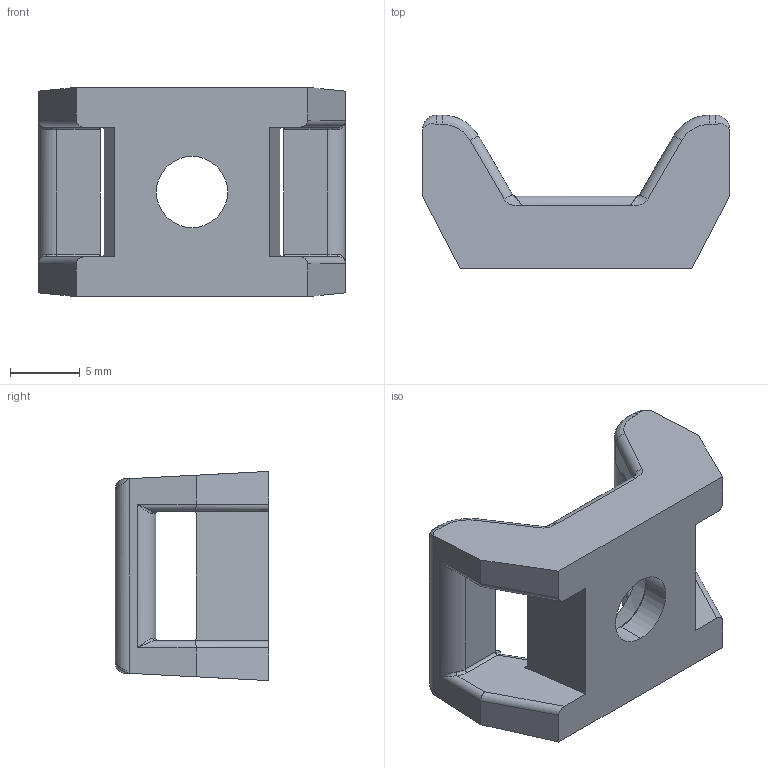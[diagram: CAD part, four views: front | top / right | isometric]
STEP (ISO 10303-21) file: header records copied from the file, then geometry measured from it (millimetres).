
FILE_DESCRIPTION (( 'STEP AP214' ), '1' );
FILE_NAME ('7828022', '2019-01-30T09:42:52', ( '' ), ('JUGARD+KÜNSTNER GmbH'), 'SwSTEP 2.0', 'SolidWorks 2017', '' );
FILE_SCHEMA (( 'AUTOMOTIVE_DESIGN' ));
Length unit declared in the file: millimetre
Products named in the file (1): 7828022
Bounding box: 22 x 11 x 15 mm (x, y, z)
Volume: 1270.5 mm3; surface area: 1405.2 mm2
Topology: 1 solids, 1 shells, 107 faces, 278 edges, 158 vertices
Faces by surface type: cylinder 42, bspline 32, plane 29, cone 4
Entity records: 4609 total; most frequent: CARTESIAN_POINT 2297, ORIENTED_EDGE 532, DIRECTION 400, EDGE_CURVE 266, VERTEX_POINT 158, AXIS2_PLACEMENT_3D 134, VECTOR 132, LINE 132
